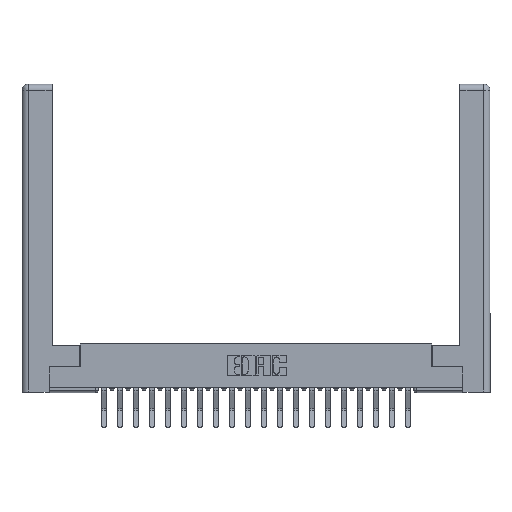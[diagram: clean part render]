
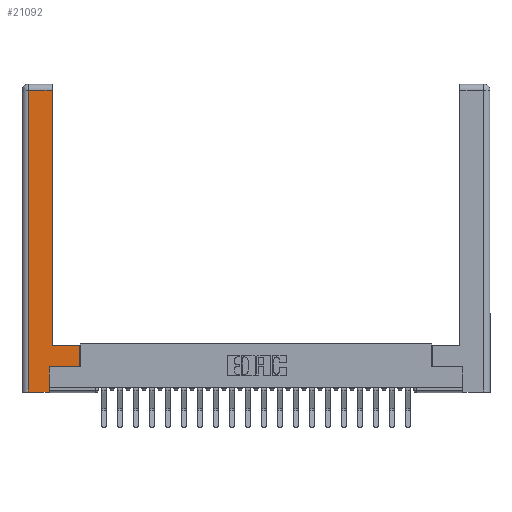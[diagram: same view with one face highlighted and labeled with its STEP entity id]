
A CAD part, top view. The second image highlights one B-rep face of the part: STEP entity #21092.
In plain terms, the highlighted planar face has unit normal (0, 0, 1).
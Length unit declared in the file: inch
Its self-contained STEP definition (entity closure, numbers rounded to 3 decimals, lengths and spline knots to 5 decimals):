
#198 = ORIENTED_EDGE ( 'NONE', *, *, #11644, .T. ) ;
#475 = VECTOR ( 'NONE', #10139, 39.37008 ) ;
#1351 = DIRECTION ( 'NONE',  ( 0., 1., 0. ) ) ;
#1499 = DIRECTION ( 'NONE',  ( 0., 0., -1. ) ) ;
#1579 = EDGE_CURVE ( 'NONE', #11541, #14656, #9114, .T. ) ;
#1879 = VECTOR ( 'NONE', #13272, 39.37008 ) ;
#2071 = CARTESIAN_POINT ( 'NONE',  ( 0.0615, 0., 0. ) ) ;
#2211 = ORIENTED_EDGE ( 'NONE', *, *, #23043, .T. ) ;
#3084 = LINE ( 'NONE', #13826, #17961 ) ;
#3297 = CARTESIAN_POINT ( 'NONE',  ( 0.0615, 2.94, 0. ) ) ;
#3374 = CARTESIAN_POINT ( 'NONE',  ( 0.565, 0.245, 0. ) ) ;
#3937 = CARTESIAN_POINT ( 'NONE',  ( 0.565, 0.245, 0. ) ) ;
#4521 = CARTESIAN_POINT ( 'NONE',  ( 0.265, 0., 0. ) ) ;
#4651 = LINE ( 'NONE', #10327, #8841 ) ;
#4748 = CARTESIAN_POINT ( 'NONE',  ( 0.565, 0.45, 0. ) ) ;
#4803 = EDGE_CURVE ( 'NONE', #7185, #8591, #22401, .T. ) ;
#4977 = VERTEX_POINT ( 'NONE', #8098 ) ;
#5034 = ORIENTED_EDGE ( 'NONE', *, *, #4803, .T. ) ;
#5557 = VECTOR ( 'NONE', #1351, 39.37008 ) ;
#5725 = EDGE_CURVE ( 'NONE', #10438, #11541, #8568, .T. ) ;
#6092 = CARTESIAN_POINT ( 'NONE',  ( 0.295, 2.94, 0. ) ) ;
#6096 = LINE ( 'NONE', #4521, #475 ) ;
#6678 = PLANE ( 'NONE',  #9682 ) ;
#7074 = ORIENTED_EDGE ( 'NONE', *, *, #9227, .T. ) ;
#7126 = DIRECTION ( 'NONE',  ( -1., 0., 0. ) ) ;
#7185 = VERTEX_POINT ( 'NONE', #23228 ) ;
#7458 = ORIENTED_EDGE ( 'NONE', *, *, #5725, .T. ) ;
#8098 = CARTESIAN_POINT ( 'NONE',  ( 0.265, 0., 0. ) ) ;
#8308 = LINE ( 'NONE', #15692, #5557 ) ;
#8568 = LINE ( 'NONE', #19075, #1879 ) ;
#8591 = VERTEX_POINT ( 'NONE', #3374 ) ;
#8841 = VECTOR ( 'NONE', #15745, 39.37008 ) ;
#9088 = DIRECTION ( 'NONE',  ( 1., 0., 0. ) ) ;
#9114 = LINE ( 'NONE', #17187, #21517 ) ;
#9227 = EDGE_CURVE ( 'NONE', #4977, #7185, #4651, .T. ) ;
#9619 = EDGE_LOOP ( 'NONE', ( #7458, #22761, #2211, #14570, #7074, #5034, #12862, #198 ) ) ;
#9682 = AXIS2_PLACEMENT_3D ( 'NONE', #20988, #1499, #7126 ) ;
#10012 = VECTOR ( 'NONE', #9088, 39.37008 ) ;
#10139 = DIRECTION ( 'NONE',  ( 1., 0., 0. ) ) ;
#10327 = CARTESIAN_POINT ( 'NONE',  ( 0.265, 0.245, 0. ) ) ;
#10438 = VERTEX_POINT ( 'NONE', #12151 ) ;
#10714 = VERTEX_POINT ( 'NONE', #2071 ) ;
#11541 = VERTEX_POINT ( 'NONE', #6092 ) ;
#11644 = EDGE_CURVE ( 'NONE', #11686, #10438, #23212, .T. ) ;
#11686 = VERTEX_POINT ( 'NONE', #4748 ) ;
#11733 = EDGE_CURVE ( 'NONE', #10714, #4977, #6096, .T. ) ;
#12149 = DIRECTION ( 'NONE',  ( 0., -1., 0. ) ) ;
#12151 = CARTESIAN_POINT ( 'NONE',  ( 0.295, 0.45, 0. ) ) ;
#12837 = FACE_OUTER_BOUND ( 'NONE', #9619, .T. ) ;
#12862 = ORIENTED_EDGE ( 'NONE', *, *, #20987, .T. ) ;
#13272 = DIRECTION ( 'NONE',  ( 0., 1., 0. ) ) ;
#13826 = CARTESIAN_POINT ( 'NONE',  ( 0.0615, 0., 0. ) ) ;
#14570 = ORIENTED_EDGE ( 'NONE', *, *, #11733, .T. ) ;
#14656 = VERTEX_POINT ( 'NONE', #3297 ) ;
#15405 = CARTESIAN_POINT ( 'NONE',  ( 0.295, 0.45, 0. ) ) ;
#15692 = CARTESIAN_POINT ( 'NONE',  ( 0.565, 0.45, 0. ) ) ;
#15745 = DIRECTION ( 'NONE',  ( 0., 1., 0. ) ) ;
#17187 = CARTESIAN_POINT ( 'NONE',  ( 0.0615, 2.94, 0. ) ) ;
#17201 = DIRECTION ( 'NONE',  ( -1., 0., 0. ) ) ;
#17961 = VECTOR ( 'NONE', #12149, 39.37008 ) ;
#18937 = DIRECTION ( 'NONE',  ( -1., 0., 0. ) ) ;
#19075 = CARTESIAN_POINT ( 'NONE',  ( 0.295, 3., 0. ) ) ;
#20987 = EDGE_CURVE ( 'NONE', #8591, #11686, #8308, .T. ) ;
#20988 = CARTESIAN_POINT ( 'NONE',  ( 0., 0., 0. ) ) ;
#21092 = ADVANCED_FACE ( 'NONE', ( #12837 ), #6678, .F. ) ;
#21517 = VECTOR ( 'NONE', #18937, 39.37008 ) ;
#22112 = VECTOR ( 'NONE', #17201, 39.37008 ) ;
#22401 = LINE ( 'NONE', #3937, #10012 ) ;
#22761 = ORIENTED_EDGE ( 'NONE', *, *, #1579, .T. ) ;
#23043 = EDGE_CURVE ( 'NONE', #14656, #10714, #3084, .T. ) ;
#23212 = LINE ( 'NONE', #15405, #22112 ) ;
#23228 = CARTESIAN_POINT ( 'NONE',  ( 0.265, 0.245, 0. ) ) ;
